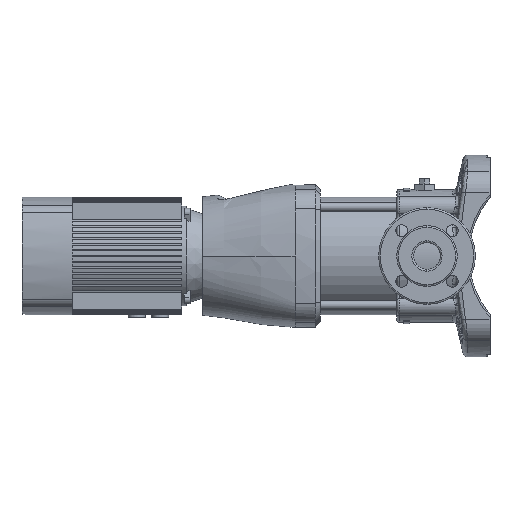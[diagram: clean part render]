
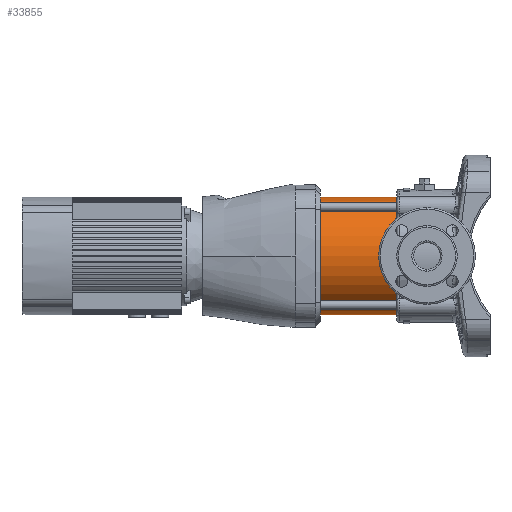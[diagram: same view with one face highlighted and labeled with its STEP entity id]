
A CAD part, left-side view. The second image highlights one B-rep face of the part: STEP entity #33855.
In plain terms, the highlighted cylindrical face has radius 70 mm (diameter 140 mm), a partial arc.
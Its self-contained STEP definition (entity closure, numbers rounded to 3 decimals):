
#5079 = LINE ( 'NONE', #5745, #55550 ) ;
#5745 = CARTESIAN_POINT ( 'NONE',  ( 0., 202., -70. ) ) ;
#6817 = VERTEX_POINT ( 'NONE', #66603 ) ;
#7536 = CARTESIAN_POINT ( 'NONE',  ( 0., 202., 70. ) ) ;
#7719 = FACE_OUTER_BOUND ( 'NONE', #33345, .T. ) ;
#7771 = DIRECTION ( 'NONE',  ( 0., -1., 0. ) ) ;
#11666 = VERTEX_POINT ( 'NONE', #15002 ) ;
#13145 = ORIENTED_EDGE ( 'NONE', *, *, #19818, .F. ) ;
#14824 = DIRECTION ( 'NONE',  ( 0., 0., 1. ) ) ;
#14951 = AXIS2_PLACEMENT_3D ( 'NONE', #23378, #54305, #27895 ) ;
#15002 = CARTESIAN_POINT ( 'NONE',  ( 0., 111., 70. ) ) ;
#19342 = DIRECTION ( 'NONE',  ( 0., 1., 0. ) ) ;
#19818 = EDGE_CURVE ( 'NONE', #37527, #11666, #44901, .T. ) ;
#22997 = CARTESIAN_POINT ( 'NONE',  ( 0., 202., 0. ) ) ;
#23378 = CARTESIAN_POINT ( 'NONE',  ( 0., 202., 0. ) ) ;
#27895 = DIRECTION ( 'NONE',  ( 0., 0., 1. ) ) ;
#28103 = CARTESIAN_POINT ( 'NONE',  ( 0., 111., -70. ) ) ;
#29663 = ORIENTED_EDGE ( 'NONE', *, *, #66781, .T. ) ;
#30413 = VECTOR ( 'NONE', #7771, 1000. ) ;
#31612 = AXIS2_PLACEMENT_3D ( 'NONE', #46402, #19342, #14824 ) ;
#32498 = EDGE_CURVE ( 'NONE', #64403, #11666, #56057, .T. ) ;
#33345 = EDGE_LOOP ( 'NONE', ( #13145, #58022, #29663, #39065 ) ) ;
#33855 = ADVANCED_FACE ( 'NONE', ( #7719 ), #50432, .T. ) ;
#34775 = DIRECTION ( 'NONE',  ( 0., 0., -1. ) ) ;
#37056 = AXIS2_PLACEMENT_3D ( 'NONE', #22997, #66408, #34775 ) ;
#37527 = VERTEX_POINT ( 'NONE', #7536 ) ;
#39065 = ORIENTED_EDGE ( 'NONE', *, *, #32498, .T. ) ;
#42522 = DIRECTION ( 'NONE',  ( 0., -1., 0. ) ) ;
#43769 = CIRCLE ( 'NONE', #14951, 70. ) ;
#44901 = LINE ( 'NONE', #60236, #30413 ) ;
#46402 = CARTESIAN_POINT ( 'NONE',  ( 0., 111., 0. ) ) ;
#48202 = EDGE_CURVE ( 'NONE', #6817, #37527, #43769, .T. ) ;
#50432 = CYLINDRICAL_SURFACE ( 'NONE', #37056, 70. ) ;
#54305 = DIRECTION ( 'NONE',  ( 0., 1., 0. ) ) ;
#55550 = VECTOR ( 'NONE', #42522, 1000. ) ;
#56057 = CIRCLE ( 'NONE', #31612, 70. ) ;
#58022 = ORIENTED_EDGE ( 'NONE', *, *, #48202, .F. ) ;
#60236 = CARTESIAN_POINT ( 'NONE',  ( 0., 202., 70. ) ) ;
#64403 = VERTEX_POINT ( 'NONE', #28103 ) ;
#66408 = DIRECTION ( 'NONE',  ( 0., -1., 0. ) ) ;
#66603 = CARTESIAN_POINT ( 'NONE',  ( 0., 202., -70. ) ) ;
#66781 = EDGE_CURVE ( 'NONE', #6817, #64403, #5079, .T. ) ;
